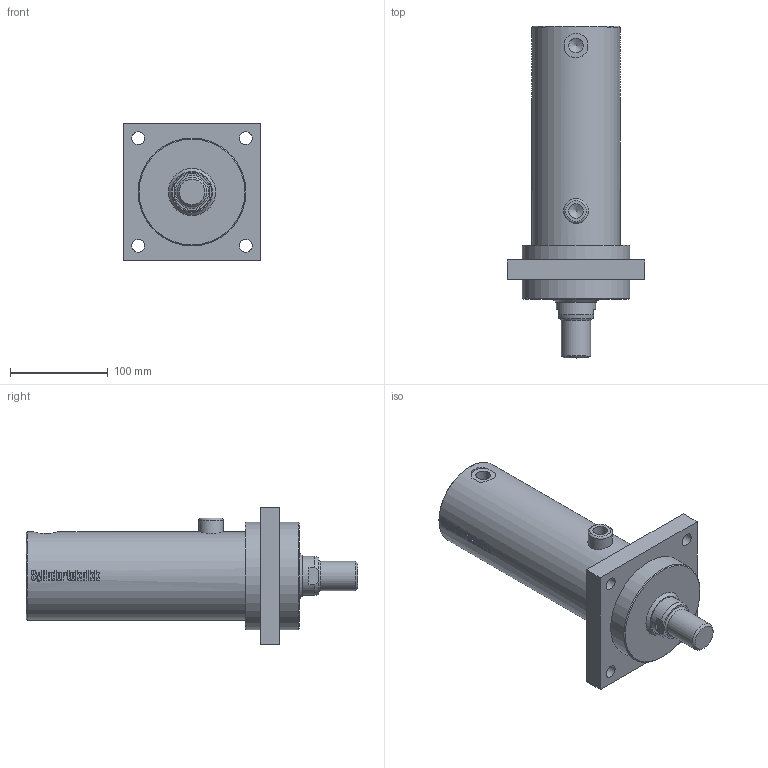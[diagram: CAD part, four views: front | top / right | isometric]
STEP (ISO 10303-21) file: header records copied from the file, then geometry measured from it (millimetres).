
FILE_DESCRIPTION((''),'2;1');
FILE_NAME('DVGF80_40.stp','2010-04-15T09:52:51',('tribel'),(''),'Autodesk Inventor 2009','Autodesk Inventor 2009','');
FILE_SCHEMA(('AUTOMOTIVE_DESIGN { 1 0 10303 214 1 1 1 1 }'));
Length unit declared in the file: millimetre
Products named in the file (4): DVGF80_40; DVGF80_40_body; DVGF80_40_stang; DVGF80_40_Parameters
Assembly tree (3 placements, depth 2):
  DVGF80_40
    DVGF80_40_body
    DVGF80_40_stang
    DVGF80_40_Parameters
Bounding box: 140 x 339 x 140 mm (x, y, z)
Volume: 1815395.9 mm3; surface area: 235573.9 mm2
Topology: 2 solids, 3 shells, 471 faces, 1259 edges, 840 vertices
Faces by surface type: plane 259, bspline 151, cylinder 51, cone 6, torus 3, sphere 1
Full cylindrical faces by diameter (mm): 25 x1, 30 x1, 40 x2, 80 x2, 90 x1, 110 x2
Entity records: 44368 total; most frequent: CARTESIAN_POINT 33902, ORIENTED_EDGE 2424, DIRECTION 1550, EDGE_CURVE 1214, VERTEX_POINT 824, EDGE_LOOP 555, AXIS2_PLACEMENT_3D 521, VECTOR 508
